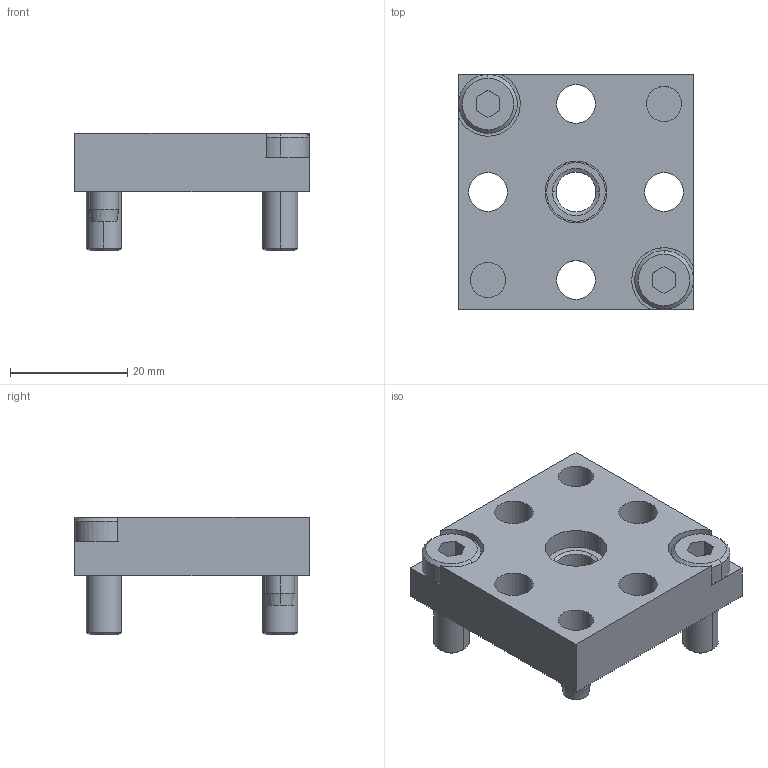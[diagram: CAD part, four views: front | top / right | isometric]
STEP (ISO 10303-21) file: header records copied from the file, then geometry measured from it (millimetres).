
FILE_DESCRIPTION(('Creo Elements/Direct Modeling STEP Export'),'2;1');
FILE_NAME('44.0046.8_Querverbinder_M8.stp','2022-03-21T 9:01:56',(''),(''),'PTC Creo Elements/Direct Modeling STEP processor for AP214 (Solid Model)','PTC Creo Elements/Direct Modeling 19.0C 15-Aug-2015 (C) Parametric Technology GmbH','');
FILE_SCHEMA(('AUTOMOTIVE_DESIGN { 1 0 10303 214 1 1 1 1 }'));
Length unit declared in the file: millimetre
Products named in the file (4): Querverbinder-MMS-44_40x40x10-schwer_96.4028_PX175386.02; Vierkantnutenstein-MMS-44_M8_44.0065_PX172983; Zylinderschraube-DIN7984_M6x16-8.8-verz_11046_PX175387.02.02; Querverbinder_M8_44.0046.8_PX175409
Assembly tree (4 placements, depth 2):
  Querverbinder_M8_44.0046.8_PX175409
    Zylinderschraube-DIN7984_M6x16-8.8-verz_11046_PX175387.02.02  x2
    Vierkantnutenstein-MMS-44_M8_44.0065_PX172983
    Querverbinder-MMS-44_40x40x10-schwer_96.4028_PX175386.02
Bounding box: 40 x 40 x 20.1 mm (x, y, z)
Volume: 13994.1 mm3; surface area: 8763.2 mm2
Topology: 4 solids, 4 shells, 96 faces, 218 edges, 140 vertices
Faces by surface type: plane 44, cylinder 36, cone 16
Entity records: 2221 total; most frequent: ORIENTED_EDGE 360, DIRECTION 350, CARTESIAN_POINT 343, EDGE_CURVE 180, AXIS2_PLACEMENT_3D 123, VERTEX_POINT 116, VECTOR 104, LINE 104
